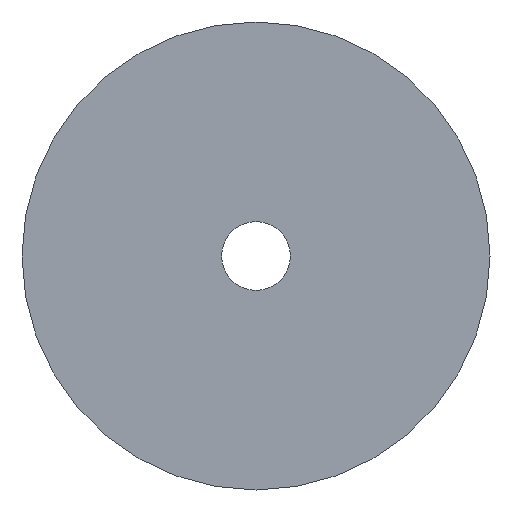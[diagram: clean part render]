
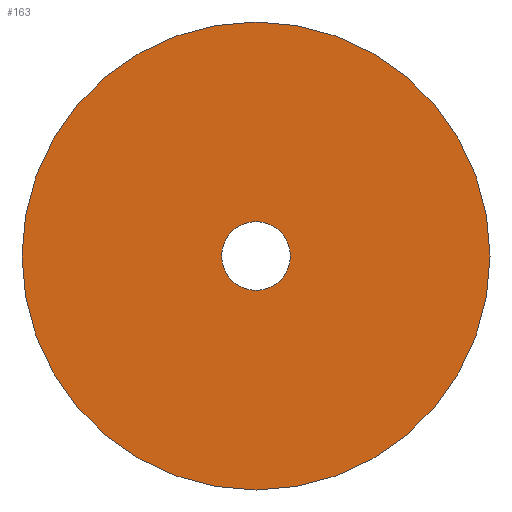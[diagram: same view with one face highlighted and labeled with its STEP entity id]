
A CAD part, front view. The second image highlights one B-rep face of the part: STEP entity #163.
In plain terms, the highlighted planar face has unit normal (0, -1, 0).
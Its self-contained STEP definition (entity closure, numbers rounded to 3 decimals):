
#8 = FACE_BOUND ( 'NONE', #453, .T. ) ;
#25 = DIRECTION ( 'NONE',  ( 0., -1., 0. ) ) ;
#32 = CARTESIAN_POINT ( 'NONE',  ( 0., 0., 0. ) ) ;
#40 = ORIENTED_EDGE ( 'NONE', *, *, #411, .F. ) ;
#51 = EDGE_CURVE ( 'NONE', #462, #364, #260, .T. ) ;
#62 = CARTESIAN_POINT ( 'NONE',  ( 0., 0., -17. ) ) ;
#75 = DIRECTION ( 'NONE',  ( 0., 0., -1. ) ) ;
#107 = PLANE ( 'NONE',  #175 ) ;
#108 = CARTESIAN_POINT ( 'NONE',  ( 2.5, 0., 0. ) ) ;
#111 = AXIS2_PLACEMENT_3D ( 'NONE', #32, #25, #204 ) ;
#130 = FACE_OUTER_BOUND ( 'NONE', #254, .T. ) ;
#138 = ORIENTED_EDGE ( 'NONE', *, *, #224, .T. ) ;
#153 = VERTEX_POINT ( 'NONE', #62 ) ;
#163 = ADVANCED_FACE ( 'NONE', ( #130, #8 ), #107, .T. ) ;
#166 = CARTESIAN_POINT ( 'NONE',  ( 0., 0., 0. ) ) ;
#175 = AXIS2_PLACEMENT_3D ( 'NONE', #108, #540, #454 ) ;
#184 = AXIS2_PLACEMENT_3D ( 'NONE', #321, #406, #441 ) ;
#204 = DIRECTION ( 'NONE',  ( 0., 0., -1. ) ) ;
#213 = CARTESIAN_POINT ( 'NONE',  ( 0., 0., 2.5 ) ) ;
#224 = EDGE_CURVE ( 'NONE', #153, #550, #368, .T. ) ;
#254 = EDGE_LOOP ( 'NONE', ( #138, #506 ) ) ;
#260 = CIRCLE ( 'NONE', #184, 2.5 ) ;
#261 = ORIENTED_EDGE ( 'NONE', *, *, #51, .F. ) ;
#264 = CARTESIAN_POINT ( 'NONE',  ( 0., 0., 17. ) ) ;
#288 = AXIS2_PLACEMENT_3D ( 'NONE', #166, #552, #75 ) ;
#303 = DIRECTION ( 'NONE',  ( 0., -1., 0. ) ) ;
#308 = CARTESIAN_POINT ( 'NONE',  ( 0., 0., 0. ) ) ;
#316 = EDGE_CURVE ( 'NONE', #550, #153, #354, .T. ) ;
#321 = CARTESIAN_POINT ( 'NONE',  ( 0., 0., 0. ) ) ;
#346 = AXIS2_PLACEMENT_3D ( 'NONE', #308, #303, #469 ) ;
#354 = CIRCLE ( 'NONE', #288, 17. ) ;
#364 = VERTEX_POINT ( 'NONE', #515 ) ;
#368 = CIRCLE ( 'NONE', #111, 17. ) ;
#406 = DIRECTION ( 'NONE',  ( 0., -1., 0. ) ) ;
#411 = EDGE_CURVE ( 'NONE', #364, #462, #465, .T. ) ;
#441 = DIRECTION ( 'NONE',  ( 0., 0., -1. ) ) ;
#453 = EDGE_LOOP ( 'NONE', ( #40, #261 ) ) ;
#454 = DIRECTION ( 'NONE',  ( 0., 0., -1. ) ) ;
#462 = VERTEX_POINT ( 'NONE', #213 ) ;
#465 = CIRCLE ( 'NONE', #346, 2.5 ) ;
#469 = DIRECTION ( 'NONE',  ( 0., 0., -1. ) ) ;
#506 = ORIENTED_EDGE ( 'NONE', *, *, #316, .T. ) ;
#515 = CARTESIAN_POINT ( 'NONE',  ( 0., 0., -2.5 ) ) ;
#540 = DIRECTION ( 'NONE',  ( 0., -1., 0. ) ) ;
#550 = VERTEX_POINT ( 'NONE', #264 ) ;
#552 = DIRECTION ( 'NONE',  ( 0., -1., 0. ) ) ;
